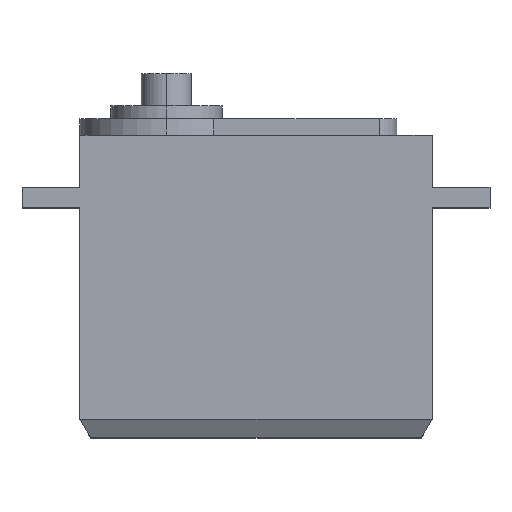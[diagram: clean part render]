
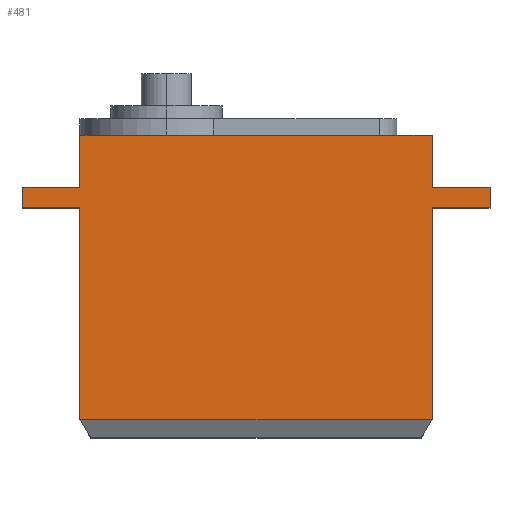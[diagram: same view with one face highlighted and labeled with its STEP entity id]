
A CAD part, top view. The second image highlights one B-rep face of the part: STEP entity #481.
In plain terms, the highlighted planar face has unit normal (0, 0, 1).
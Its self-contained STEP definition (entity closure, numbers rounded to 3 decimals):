
#1 = VECTOR ( 'NONE', #1282, 1000. ) ;
#23 = EDGE_CURVE ( 'NONE', #67, #449, #541, .T. ) ;
#25 = LINE ( 'NONE', #201, #389 ) ;
#34 = VECTOR ( 'NONE', #1235, 1000. ) ;
#64 = CARTESIAN_POINT ( 'NONE',  ( -20.35, 17.5, 10. ) ) ;
#67 = VERTEX_POINT ( 'NONE', #949 ) ;
#109 = CARTESIAN_POINT ( 'NONE',  ( 27.05, 11.5, 10. ) ) ;
#125 = EDGE_CURVE ( 'NONE', #67, #131, #157, .T. ) ;
#126 = ORIENTED_EDGE ( 'NONE', *, *, #329, .T. ) ;
#131 = VERTEX_POINT ( 'NONE', #425 ) ;
#144 = ORIENTED_EDGE ( 'NONE', *, *, #825, .T. ) ;
#155 = FACE_OUTER_BOUND ( 'NONE', #526, .T. ) ;
#157 = LINE ( 'NONE', #618, #911 ) ;
#166 = EDGE_CURVE ( 'NONE', #561, #524, #194, .T. ) ;
#172 = LINE ( 'NONE', #689, #922 ) ;
#188 = DIRECTION ( 'NONE',  ( 1., 0., 0. ) ) ;
#190 = CARTESIAN_POINT ( 'NONE',  ( 20.35, -15.335, 10. ) ) ;
#194 = LINE ( 'NONE', #109, #381 ) ;
#201 = CARTESIAN_POINT ( 'NONE',  ( -20.35, 17.5, 10. ) ) ;
#214 = CARTESIAN_POINT ( 'NONE',  ( 20.35, 17.5, 10. ) ) ;
#219 = DIRECTION ( 'NONE',  ( -1., 0., 0. ) ) ;
#222 = CARTESIAN_POINT ( 'NONE',  ( 27.05, 9.1, 10. ) ) ;
#266 = ORIENTED_EDGE ( 'NONE', *, *, #630, .T. ) ;
#270 = CARTESIAN_POINT ( 'NONE',  ( -27.05, 11.5, 10. ) ) ;
#273 = VERTEX_POINT ( 'NONE', #1307 ) ;
#275 = VECTOR ( 'NONE', #323, 1000. ) ;
#305 = CARTESIAN_POINT ( 'NONE',  ( -20.35, -17.5, 10. ) ) ;
#311 = CARTESIAN_POINT ( 'NONE',  ( 27.05, 11.5, 10. ) ) ;
#323 = DIRECTION ( 'NONE',  ( 0., -1., 0. ) ) ;
#329 = EDGE_CURVE ( 'NONE', #273, #1169, #1253, .T. ) ;
#336 = LINE ( 'NONE', #645, #1117 ) ;
#380 = LINE ( 'NONE', #405, #678 ) ;
#381 = VECTOR ( 'NONE', #1068, 1000. ) ;
#389 = VECTOR ( 'NONE', #1259, 1000. ) ;
#405 = CARTESIAN_POINT ( 'NONE',  ( 27.05, 11.5, 10. ) ) ;
#425 = CARTESIAN_POINT ( 'NONE',  ( -20.35, 9.1, 10. ) ) ;
#428 = CARTESIAN_POINT ( 'NONE',  ( 20.35, -17.5, 10. ) ) ;
#431 = LINE ( 'NONE', #428, #1 ) ;
#435 = VERTEX_POINT ( 'NONE', #64 ) ;
#444 = LINE ( 'NONE', #583, #34 ) ;
#449 = VERTEX_POINT ( 'NONE', #270 ) ;
#454 = CARTESIAN_POINT ( 'NONE',  ( -20.35, -17.5, 10. ) ) ;
#461 = VECTOR ( 'NONE', #1311, 1000. ) ;
#478 = VERTEX_POINT ( 'NONE', #842 ) ;
#481 = ADVANCED_FACE ( 'NONE', ( #155 ), #1366, .F. ) ;
#495 = DIRECTION ( 'NONE',  ( 0., 1., 0. ) ) ;
#499 = DIRECTION ( 'NONE',  ( 1., 0., 0. ) ) ;
#500 = EDGE_CURVE ( 'NONE', #524, #478, #1272, .T. ) ;
#511 = VERTEX_POINT ( 'NONE', #598 ) ;
#514 = EDGE_CURVE ( 'NONE', #1379, #561, #380, .T. ) ;
#524 = VERTEX_POINT ( 'NONE', #595 ) ;
#526 = EDGE_LOOP ( 'NONE', ( #808, #126, #1116, #1155, #908, #982, #1227, #266, #826, #144, #550, #806, #1059 ) ) ;
#541 = LINE ( 'NONE', #804, #784 ) ;
#545 = EDGE_CURVE ( 'NONE', #511, #435, #25, .T. ) ;
#550 = ORIENTED_EDGE ( 'NONE', *, *, #1067, .F. ) ;
#561 = VERTEX_POINT ( 'NONE', #311 ) ;
#570 = DIRECTION ( 'NONE',  ( 1., 0., 0. ) ) ;
#583 = CARTESIAN_POINT ( 'NONE',  ( 27.05, 9.1, 10. ) ) ;
#595 = CARTESIAN_POINT ( 'NONE',  ( 20.35, 11.5, 10. ) ) ;
#598 = CARTESIAN_POINT ( 'NONE',  ( -10.35, 17.5, 10. ) ) ;
#618 = CARTESIAN_POINT ( 'NONE',  ( -27.05, 9.1, 10. ) ) ;
#630 = EDGE_CURVE ( 'NONE', #478, #511, #336, .T. ) ;
#645 = CARTESIAN_POINT ( 'NONE',  ( -20.35, 17.5, 10. ) ) ;
#678 = VECTOR ( 'NONE', #1381, 1000. ) ;
#689 = CARTESIAN_POINT ( 'NONE',  ( -27.05, 11.5, 10. ) ) ;
#777 = EDGE_CURVE ( 'NONE', #1169, #1201, #431, .T. ) ;
#784 = VECTOR ( 'NONE', #495, 1000. ) ;
#793 = CARTESIAN_POINT ( 'NONE',  ( 20.35, -17.5, 10. ) ) ;
#804 = CARTESIAN_POINT ( 'NONE',  ( -27.05, 11.5, 10. ) ) ;
#806 = ORIENTED_EDGE ( 'NONE', *, *, #23, .F. ) ;
#808 = ORIENTED_EDGE ( 'NONE', *, *, #1332, .T. ) ;
#825 = EDGE_CURVE ( 'NONE', #435, #930, #1035, .T. ) ;
#826 = ORIENTED_EDGE ( 'NONE', *, *, #545, .T. ) ;
#842 = CARTESIAN_POINT ( 'NONE',  ( 20.35, 17.5, 10. ) ) ;
#844 = CARTESIAN_POINT ( 'NONE',  ( 20.35, 9.1, 10. ) ) ;
#908 = ORIENTED_EDGE ( 'NONE', *, *, #514, .T. ) ;
#911 = VECTOR ( 'NONE', #188, 1000. ) ;
#916 = AXIS2_PLACEMENT_3D ( 'NONE', #214, #1243, #1126 ) ;
#922 = VECTOR ( 'NONE', #499, 1000. ) ;
#930 = VERTEX_POINT ( 'NONE', #1222 ) ;
#949 = CARTESIAN_POINT ( 'NONE',  ( -27.05, 9.1, 10. ) ) ;
#954 = DIRECTION ( 'NONE',  ( 0., 1., 0. ) ) ;
#982 = ORIENTED_EDGE ( 'NONE', *, *, #166, .T. ) ;
#999 = EDGE_CURVE ( 'NONE', #1379, #1201, #444, .T. ) ;
#1008 = LINE ( 'NONE', #305, #275 ) ;
#1035 = LINE ( 'NONE', #454, #461 ) ;
#1059 = ORIENTED_EDGE ( 'NONE', *, *, #125, .T. ) ;
#1067 = EDGE_CURVE ( 'NONE', #449, #930, #172, .T. ) ;
#1068 = DIRECTION ( 'NONE',  ( -1., 0., 0. ) ) ;
#1116 = ORIENTED_EDGE ( 'NONE', *, *, #777, .T. ) ;
#1117 = VECTOR ( 'NONE', #219, 1000. ) ;
#1126 = DIRECTION ( 'NONE',  ( -1., 0., 0. ) ) ;
#1155 = ORIENTED_EDGE ( 'NONE', *, *, #999, .F. ) ;
#1169 = VERTEX_POINT ( 'NONE', #190 ) ;
#1201 = VERTEX_POINT ( 'NONE', #844 ) ;
#1207 = CARTESIAN_POINT ( 'NONE',  ( 20.35, -15.335, 10. ) ) ;
#1222 = CARTESIAN_POINT ( 'NONE',  ( -20.35, 11.5, 10. ) ) ;
#1227 = ORIENTED_EDGE ( 'NONE', *, *, #500, .T. ) ;
#1228 = VECTOR ( 'NONE', #570, 1000. ) ;
#1235 = DIRECTION ( 'NONE',  ( -1., 0., 0. ) ) ;
#1243 = DIRECTION ( 'NONE',  ( 0., 0., -1. ) ) ;
#1244 = VECTOR ( 'NONE', #954, 1000. ) ;
#1253 = LINE ( 'NONE', #1207, #1228 ) ;
#1259 = DIRECTION ( 'NONE',  ( -1., 0., 0. ) ) ;
#1272 = LINE ( 'NONE', #793, #1244 ) ;
#1282 = DIRECTION ( 'NONE',  ( 0., 1., 0. ) ) ;
#1307 = CARTESIAN_POINT ( 'NONE',  ( -20.35, -15.335, 10. ) ) ;
#1311 = DIRECTION ( 'NONE',  ( 0., -1., 0. ) ) ;
#1332 = EDGE_CURVE ( 'NONE', #131, #273, #1008, .T. ) ;
#1366 = PLANE ( 'NONE',  #916 ) ;
#1379 = VERTEX_POINT ( 'NONE', #222 ) ;
#1381 = DIRECTION ( 'NONE',  ( 0., 1., 0. ) ) ;
